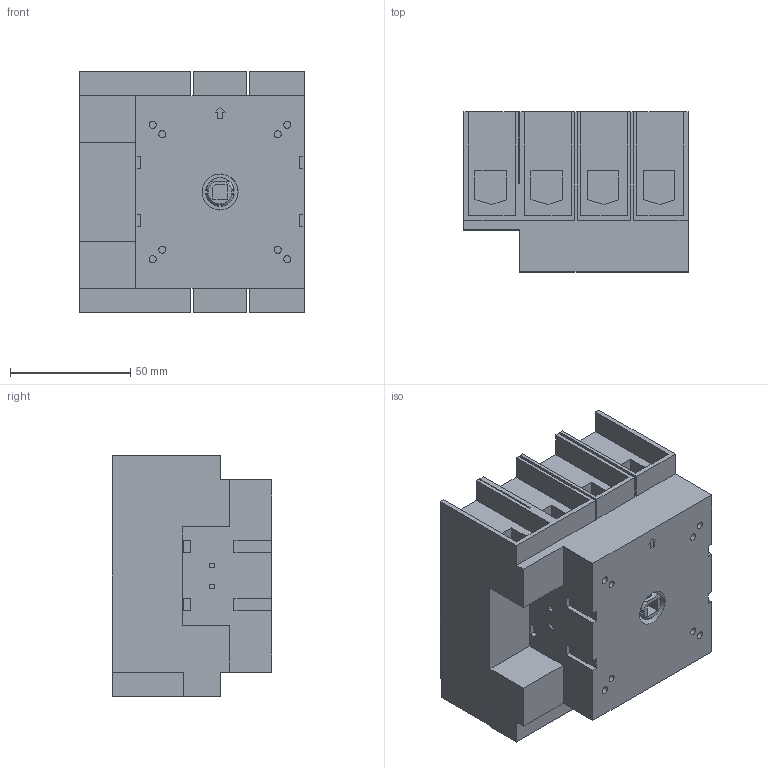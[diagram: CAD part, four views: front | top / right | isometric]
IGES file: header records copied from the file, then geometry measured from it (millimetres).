
Global section: file name: OT100-125FT4N1-IGS.igs; preprocessor: I-DEAS 3D IGES Translator 11; date: 20081104.091915; units: millimetre
Bounding box: 93.32 x 66.5 x 100 mm (x, y, z)
Volume: 429462.7 mm3; surface area: 67359.4 mm2
Topology: 1 solids, 1 shells, 266 faces, 695 edges, 460 vertices
Faces by surface type: bspline 266
